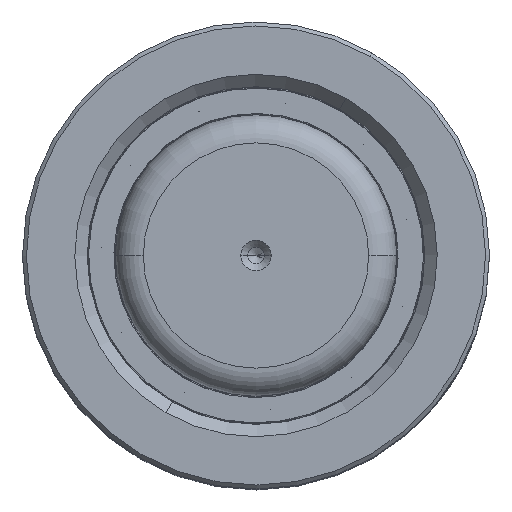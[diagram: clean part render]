
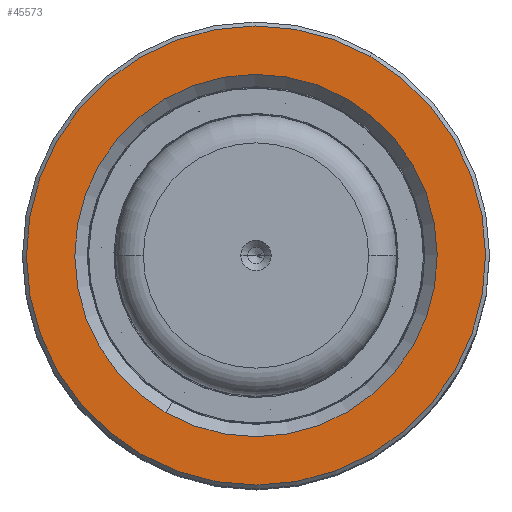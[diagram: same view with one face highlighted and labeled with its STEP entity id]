
A CAD part, top view. The second image highlights one B-rep face of the part: STEP entity #45573.
In plain terms, the highlighted planar face has unit normal (0, 0, 1).
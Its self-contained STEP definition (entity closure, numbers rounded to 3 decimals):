
#1420 = CIRCLE ( 'NONE', #23354, 40.8 ) ;
#2523 = CARTESIAN_POINT ( 'NONE',  ( 0., 0., 100. ) ) ;
#2841 = DIRECTION ( 'NONE',  ( 1., 0., 0. ) ) ;
#3374 = AXIS2_PLACEMENT_3D ( 'NONE', #22314, #25468, #45030 ) ;
#4259 = CIRCLE ( 'NONE', #3374, 40.8 ) ;
#8987 = ORIENTED_EDGE ( 'NONE', *, *, #27261, .T. ) ;
#9103 = EDGE_CURVE ( 'NONE', #10347, #19441, #43421, .T. ) ;
#9553 = CARTESIAN_POINT ( 'NONE',  ( 0., 0., 100. ) ) ;
#10347 = VERTEX_POINT ( 'NONE', #40944 ) ;
#13368 = DIRECTION ( 'NONE',  ( 0., 0., 1. ) ) ;
#14978 = EDGE_LOOP ( 'NONE', ( #45752, #29602 ) ) ;
#16783 = ORIENTED_EDGE ( 'NONE', *, *, #48254, .T. ) ;
#17805 = CARTESIAN_POINT ( 'NONE',  ( 40.8, 0., 100. ) ) ;
#19020 = VERTEX_POINT ( 'NONE', #24910 ) ;
#19441 = VERTEX_POINT ( 'NONE', #42625 ) ;
#22314 = CARTESIAN_POINT ( 'NONE',  ( 0., 0., 100. ) ) ;
#23354 = AXIS2_PLACEMENT_3D ( 'NONE', #44483, #25411, #32882 ) ;
#24910 = CARTESIAN_POINT ( 'NONE',  ( -40.8, 0., 100. ) ) ;
#25411 = DIRECTION ( 'NONE',  ( 0., 0., 1. ) ) ;
#25468 = DIRECTION ( 'NONE',  ( 0., 0., 1. ) ) ;
#25783 = FACE_BOUND ( 'NONE', #14978, .T. ) ;
#26369 = EDGE_CURVE ( 'NONE', #19441, #10347, #46868, .T. ) ;
#27261 = EDGE_CURVE ( 'NONE', #19020, #40882, #4259, .T. ) ;
#29602 = ORIENTED_EDGE ( 'NONE', *, *, #9103, .T. ) ;
#32688 = PLANE ( 'NONE',  #44639 ) ;
#32882 = DIRECTION ( 'NONE',  ( 1., 0., 0. ) ) ;
#35739 = DIRECTION ( 'NONE',  ( 1., 0., 0. ) ) ;
#36049 = EDGE_LOOP ( 'NONE', ( #8987, #16783 ) ) ;
#36198 = DIRECTION ( 'NONE',  ( 1., 0., 0. ) ) ;
#36243 = CARTESIAN_POINT ( 'NONE',  ( 0., 0., 100. ) ) ;
#36652 = DIRECTION ( 'NONE',  ( 0., 0., -1. ) ) ;
#37312 = AXIS2_PLACEMENT_3D ( 'NONE', #2523, #36652, #2841 ) ;
#40001 = DIRECTION ( 'NONE',  ( 0., 0., -1. ) ) ;
#40882 = VERTEX_POINT ( 'NONE', #17805 ) ;
#40944 = CARTESIAN_POINT ( 'NONE',  ( -32.2, 0., 100. ) ) ;
#42625 = CARTESIAN_POINT ( 'NONE',  ( 32.2, 0., 100. ) ) ;
#43421 = CIRCLE ( 'NONE', #47201, 32.2 ) ;
#44483 = CARTESIAN_POINT ( 'NONE',  ( 0., 0., 100. ) ) ;
#44639 = AXIS2_PLACEMENT_3D ( 'NONE', #9553, #13368, #36198 ) ;
#45030 = DIRECTION ( 'NONE',  ( 1., 0., 0. ) ) ;
#45573 = ADVANCED_FACE ( 'NONE', ( #45944, #25783 ), #32688, .T. ) ;
#45752 = ORIENTED_EDGE ( 'NONE', *, *, #26369, .T. ) ;
#45944 = FACE_OUTER_BOUND ( 'NONE', #36049, .T. ) ;
#46868 = CIRCLE ( 'NONE', #37312, 32.2 ) ;
#47201 = AXIS2_PLACEMENT_3D ( 'NONE', #36243, #40001, #35739 ) ;
#48254 = EDGE_CURVE ( 'NONE', #40882, #19020, #1420, .T. ) ;
